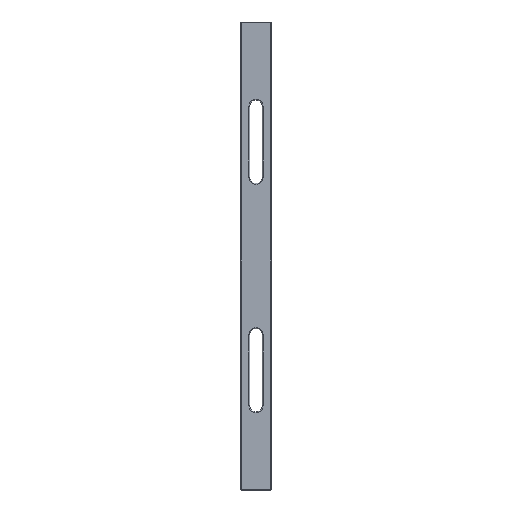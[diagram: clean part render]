
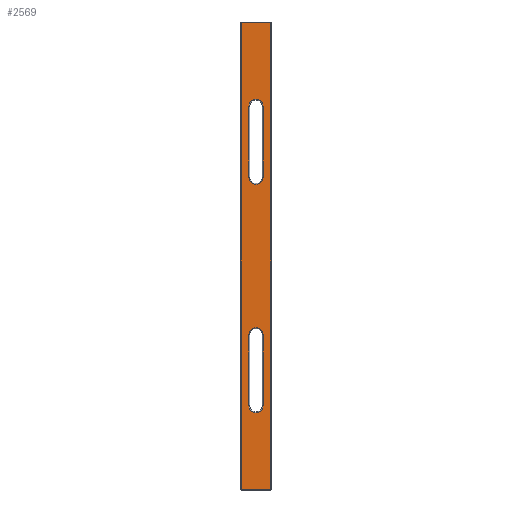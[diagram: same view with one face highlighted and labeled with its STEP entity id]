
A CAD part, top view. The second image highlights one B-rep face of the part: STEP entity #2569.
In plain terms, the highlighted planar face has unit normal (0, 0, 1).
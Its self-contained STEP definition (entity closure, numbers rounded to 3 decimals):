
#141=FACE_BOUND('',#391,.T.);
#142=FACE_BOUND('',#392,.T.);
#146=PLANE('',#2773);
#209=FACE_OUTER_BOUND('',#390,.T.);
#390=EDGE_LOOP('',(#1706,#1707,#1708,#1709));
#391=EDGE_LOOP('',(#1710,#1711,#1712,#1713));
#392=EDGE_LOOP('',(#1714,#1715,#1716,#1717));
#570=LINE('',#3895,#721);
#571=LINE('',#3906,#722);
#577=LINE('',#3924,#728);
#578=LINE('',#3926,#729);
#579=LINE('',#3928,#730);
#580=LINE('',#3929,#731);
#581=LINE('',#3934,#732);
#582=LINE('',#3937,#733);
#721=VECTOR('',#3092,10.);
#722=VECTOR('',#3105,10.);
#728=VECTOR('',#3125,10.);
#729=VECTOR('',#3126,10.);
#730=VECTOR('',#3127,10.);
#731=VECTOR('',#3128,10.);
#732=VECTOR('',#3131,10.);
#733=VECTOR('',#3134,10.);
#874=CIRCLE('',#2763,4.5);
#877=CIRCLE('',#2768,4.5);
#880=CIRCLE('',#2774,4.5);
#881=CIRCLE('',#2775,4.5);
#1051=VERTEX_POINT('',#3888);
#1054=VERTEX_POINT('',#3893);
#1056=VERTEX_POINT('',#3898);
#1058=VERTEX_POINT('',#3904);
#1062=VERTEX_POINT('',#3922);
#1063=VERTEX_POINT('',#3923);
#1064=VERTEX_POINT('',#3925);
#1065=VERTEX_POINT('',#3927);
#1066=VERTEX_POINT('',#3930);
#1067=VERTEX_POINT('',#3931);
#1068=VERTEX_POINT('',#3933);
#1069=VERTEX_POINT('',#3935);
#1280=EDGE_CURVE('',#1054,#1051,#570,.T.);
#1282=EDGE_CURVE('',#1056,#1054,#874,.T.);
#1285=EDGE_CURVE('',#1058,#1056,#571,.T.);
#1287=EDGE_CURVE('',#1051,#1058,#877,.T.);
#1294=EDGE_CURVE('',#1062,#1063,#577,.T.);
#1295=EDGE_CURVE('',#1064,#1062,#578,.T.);
#1296=EDGE_CURVE('',#1065,#1064,#579,.T.);
#1297=EDGE_CURVE('',#1065,#1063,#580,.T.);
#1298=EDGE_CURVE('',#1066,#1067,#880,.T.);
#1299=EDGE_CURVE('',#1068,#1066,#581,.T.);
#1300=EDGE_CURVE('',#1069,#1068,#881,.T.);
#1301=EDGE_CURVE('',#1067,#1069,#582,.T.);
#1706=ORIENTED_EDGE('',*,*,#1294,.F.);
#1707=ORIENTED_EDGE('',*,*,#1295,.F.);
#1708=ORIENTED_EDGE('',*,*,#1296,.F.);
#1709=ORIENTED_EDGE('',*,*,#1297,.T.);
#1710=ORIENTED_EDGE('',*,*,#1298,.F.);
#1711=ORIENTED_EDGE('',*,*,#1299,.F.);
#1712=ORIENTED_EDGE('',*,*,#1300,.F.);
#1713=ORIENTED_EDGE('',*,*,#1301,.F.);
#1714=ORIENTED_EDGE('',*,*,#1280,.F.);
#1715=ORIENTED_EDGE('',*,*,#1282,.F.);
#1716=ORIENTED_EDGE('',*,*,#1285,.F.);
#1717=ORIENTED_EDGE('',*,*,#1287,.F.);
#2569=ADVANCED_FACE('',(#209,#141,#142),#146,.T.);
#2763=AXIS2_PLACEMENT_3D('',#3900,#3097,#3098);
#2768=AXIS2_PLACEMENT_3D('',#3909,#3109,#3110);
#2773=AXIS2_PLACEMENT_3D('',#3921,#3123,#3124);
#2774=AXIS2_PLACEMENT_3D('',#3932,#3129,#3130);
#2775=AXIS2_PLACEMENT_3D('',#3936,#3132,#3133);
#3092=DIRECTION('',(0.,1.,0.));
#3097=DIRECTION('center_axis',(0.,0.,1.));
#3098=DIRECTION('ref_axis',(0.,-1.,0.));
#3105=DIRECTION('',(0.,-1.,0.));
#3109=DIRECTION('center_axis',(0.,0.,1.));
#3110=DIRECTION('ref_axis',(0.,1.,0.));
#3123=DIRECTION('center_axis',(0.,0.,1.));
#3124=DIRECTION('ref_axis',(-1.,0.,0.));
#3125=DIRECTION('',(1.,0.,0.));
#3126=DIRECTION('',(0.,1.,0.));
#3127=DIRECTION('',(-1.,0.,0.));
#3128=DIRECTION('',(0.,1.,0.));
#3129=DIRECTION('center_axis',(0.,0.,1.));
#3130=DIRECTION('ref_axis',(0.,-1.,0.));
#3131=DIRECTION('',(0.,-1.,0.));
#3132=DIRECTION('center_axis',(0.,0.,1.));
#3133=DIRECTION('ref_axis',(0.,1.,0.));
#3134=DIRECTION('',(0.,1.,0.));
#3888=CARTESIAN_POINT('',(4.5,-50.,199.779));
#3893=CARTESIAN_POINT('',(4.5,-95.,199.779));
#3895=CARTESIAN_POINT('',(4.5,-25.,199.779));
#3898=CARTESIAN_POINT('',(-4.5,-95.,199.779));
#3900=CARTESIAN_POINT('Origin',(0.,-95.,
199.779));
#3904=CARTESIAN_POINT('',(-4.5,-50.,199.779));
#3906=CARTESIAN_POINT('',(-4.5,-47.5,199.779));
#3909=CARTESIAN_POINT('Origin',(0.,-50.,
199.779));
#3921=CARTESIAN_POINT('Origin',(9.5,0.,199.779));
#3922=CARTESIAN_POINT('',(-9.5,147.94,199.779));
#3923=CARTESIAN_POINT('',(9.5,147.94,199.779));
#3924=CARTESIAN_POINT('',(4.75,147.94,199.779));
#3925=CARTESIAN_POINT('',(-9.5,-147.94,199.779));
#3926=CARTESIAN_POINT('',(-9.5,0.,199.779));
#3927=CARTESIAN_POINT('',(9.5,-147.94,199.779));
#3928=CARTESIAN_POINT('',(4.75,-147.94,199.779));
#3929=CARTESIAN_POINT('',(9.5,0.,199.779));
#3930=CARTESIAN_POINT('',(-4.5,50.,199.779));
#3931=CARTESIAN_POINT('',(4.5,50.,199.779));
#3932=CARTESIAN_POINT('Origin',(0.,50.,199.779));
#3933=CARTESIAN_POINT('',(-4.5,95.,199.779));
#3934=CARTESIAN_POINT('',(-4.5,25.,199.779));
#3935=CARTESIAN_POINT('',(4.5,95.,199.779));
#3936=CARTESIAN_POINT('Origin',(0.,95.,199.779));
#3937=CARTESIAN_POINT('',(4.5,47.5,199.779));
